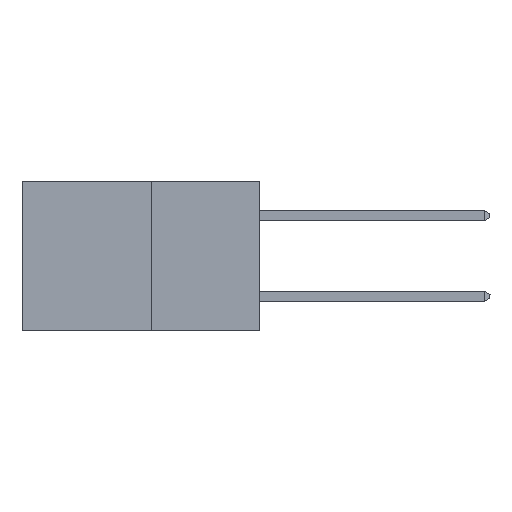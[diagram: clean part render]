
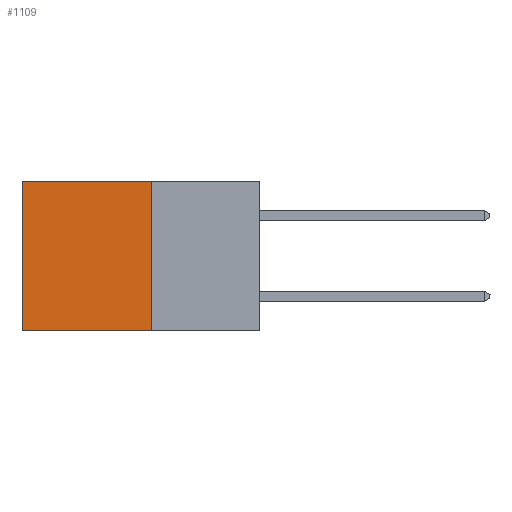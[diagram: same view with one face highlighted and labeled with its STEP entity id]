
A CAD part, left-side view. The second image highlights one B-rep face of the part: STEP entity #1109.
In plain terms, the highlighted planar face has unit normal (-1, 0, 0).
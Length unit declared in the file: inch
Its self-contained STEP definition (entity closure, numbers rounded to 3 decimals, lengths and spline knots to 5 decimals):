
#1109 = ADVANCED_FACE ( 'NONE', ( #18620 ), #3502, .F. ) ;
#1657 = ORIENTED_EDGE ( 'NONE', *, *, #13603, .T. ) ;
#1786 = CARTESIAN_POINT ( 'NONE',  ( 0.277, 0.27, 0. ) ) ;
#2553 = EDGE_CURVE ( 'NONE', #8151, #28204, #10353, .T. ) ;
#2584 = VECTOR ( 'NONE', #3947, 39.37008 ) ;
#3227 = DIRECTION ( 'NONE',  ( 1., 0., 0. ) ) ;
#3303 = LINE ( 'NONE', #3739, #2584 ) ;
#3502 = PLANE ( 'NONE',  #18986 ) ;
#3739 = CARTESIAN_POINT ( 'NONE',  ( 0.277, 0.27, -0.37 ) ) ;
#3933 = LINE ( 'NONE', #1786, #16143 ) ;
#3947 = DIRECTION ( 'NONE',  ( 0., 1., 0. ) ) ;
#4111 = DIRECTION ( 'NONE',  ( 0., 1., 0. ) ) ;
#4175 = VECTOR ( 'NONE', #23510, 39.37008 ) ;
#5290 = CARTESIAN_POINT ( 'NONE',  ( 0.277, 0.27, -0.37 ) ) ;
#5528 = EDGE_CURVE ( 'NONE', #28204, #21727, #3303, .T. ) ;
#6320 = ORIENTED_EDGE ( 'NONE', *, *, #2553, .F. ) ;
#7586 = LINE ( 'NONE', #27971, #19054 ) ;
#8151 = VERTEX_POINT ( 'NONE', #18092 ) ;
#10114 = CARTESIAN_POINT ( 'NONE',  ( 0.277, 0.27, -0.37 ) ) ;
#10349 = ORIENTED_EDGE ( 'NONE', *, *, #22013, .T. ) ;
#10353 = LINE ( 'NONE', #23571, #4175 ) ;
#13603 = EDGE_CURVE ( 'NONE', #8151, #21276, #3933, .T. ) ;
#15429 = CARTESIAN_POINT ( 'NONE',  ( 0.277, 0.59, 0. ) ) ;
#16143 = VECTOR ( 'NONE', #4111, 39.37008 ) ;
#16309 = EDGE_LOOP ( 'NONE', ( #10349, #22450, #6320, #1657 ) ) ;
#16576 = DIRECTION ( 'NONE',  ( 0., 0., -1. ) ) ;
#18092 = CARTESIAN_POINT ( 'NONE',  ( 0.277, 0.27, 0. ) ) ;
#18620 = FACE_OUTER_BOUND ( 'NONE', #16309, .T. ) ;
#18986 = AXIS2_PLACEMENT_3D ( 'NONE', #10114, #3227, #25148 ) ;
#19054 = VECTOR ( 'NONE', #16576, 39.37008 ) ;
#21276 = VERTEX_POINT ( 'NONE', #15429 ) ;
#21727 = VERTEX_POINT ( 'NONE', #27084 ) ;
#22013 = EDGE_CURVE ( 'NONE', #21276, #21727, #7586, .T. ) ;
#22450 = ORIENTED_EDGE ( 'NONE', *, *, #5528, .F. ) ;
#23510 = DIRECTION ( 'NONE',  ( 0., 0., -1. ) ) ;
#23571 = CARTESIAN_POINT ( 'NONE',  ( 0.277, 0.27, -0.37 ) ) ;
#25148 = DIRECTION ( 'NONE',  ( 0., 0., -1. ) ) ;
#27084 = CARTESIAN_POINT ( 'NONE',  ( 0.277, 0.59, -0.37 ) ) ;
#27971 = CARTESIAN_POINT ( 'NONE',  ( 0.277, 0.59, -0.37 ) ) ;
#28204 = VERTEX_POINT ( 'NONE', #5290 ) ;
